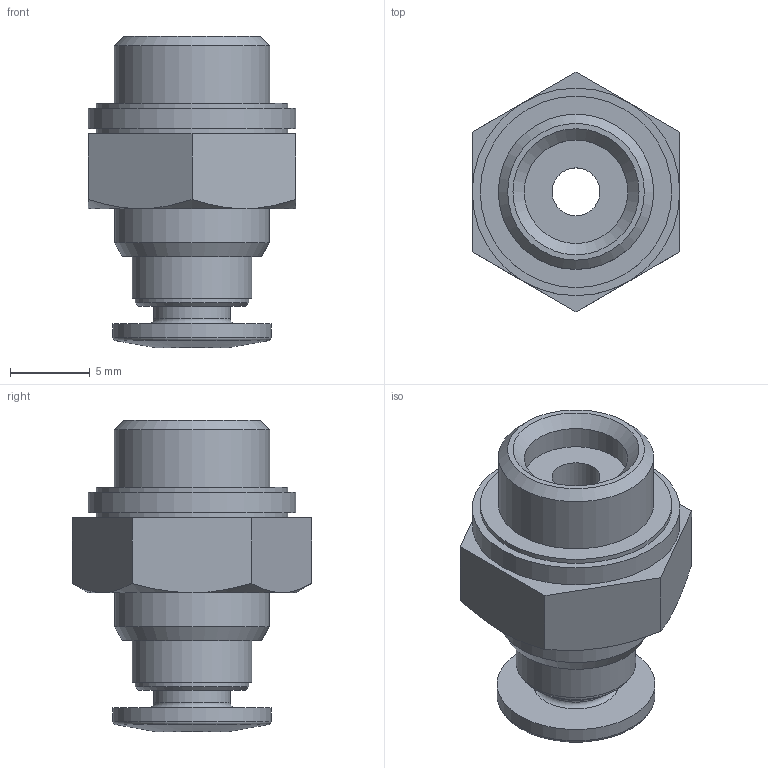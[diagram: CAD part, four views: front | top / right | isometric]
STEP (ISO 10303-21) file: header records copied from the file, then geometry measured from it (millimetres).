
FILE_DESCRIPTION(/* description */ ('STEP AP214'),/* implementation_level */ '2;1');
FILE_NAME(/* name */ '132036_QS-G1_8-4-100',/* time_stamp */ '2024-09-14T07:27:11+02:00',/* author */ ('License CC BY-ND 4.0'),/* organization */ ('CADENAS'),/* preprocessor_version */ 'ST-DEVELOPER v19.3',/* originating_system */ 'PARTsolutions',/* authorisation */ ' ');
FILE_SCHEMA (('AUTOMOTIVE_DESIGN {1 0 10303 214 3 1 1}'));
Length unit declared in the file: millimetre
Products named in the file (1): 132036 QS-G1/8-4-100
Bounding box: 13 x 15.01 x 19.5 mm (x, y, z)
Volume: 1422.3 mm3; surface area: 1273 mm2
Topology: 1 solids, 1 shells, 44 faces, 81 edges, 49 vertices
Faces by surface type: plane 18, cylinder 12, cone 11, torus 3
Full cylindrical faces by diameter (mm): 3 x1, 4 x1, 4.8 x1, 6.485 x1, 7.1 x1, 7.5 x1, 9.7 x1, 9.728 x1, 9.9 x1, 12 x2, 13 x1
Entity records: 1330 total; most frequent: CARTESIAN_POINT 191, DIRECTION 176, ORIENTED_EDGE 122, AXIS2_PLACEMENT_3D 82, EDGE_LOOP 76, FACE_BOUND 76, EDGE_CURVE 61, VERTEX_POINT 49
